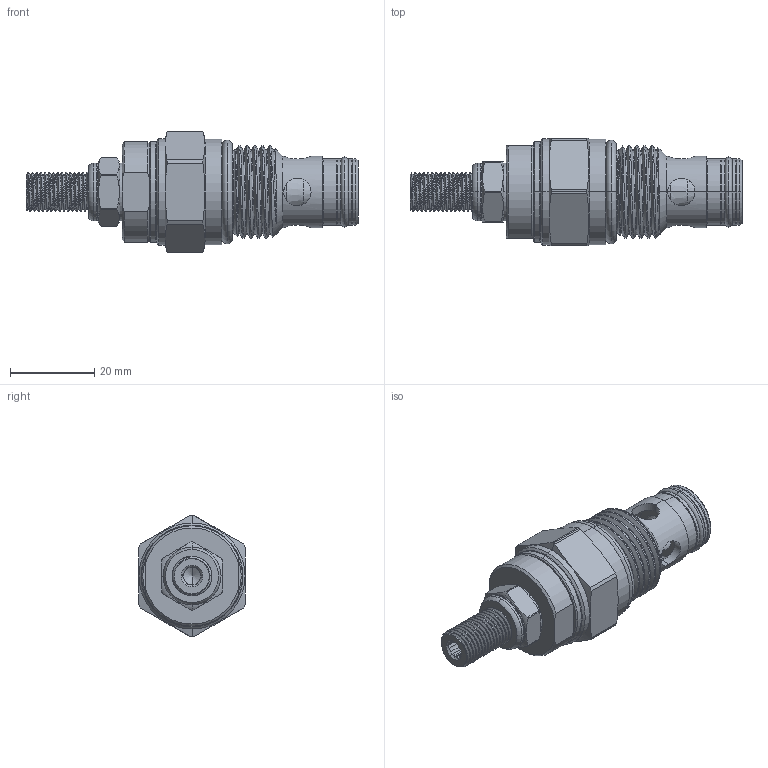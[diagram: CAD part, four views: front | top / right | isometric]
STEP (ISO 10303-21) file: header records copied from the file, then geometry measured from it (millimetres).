
FILE_DESCRIPTION (( 'STEP AP203' ), '1' );
FILE_NAME ('NV10W20-L.STEP', '2016-07-05T06:25:33', ( '' ), ( '' ), 'SwSTEP 2.0', 'SolidWorks 2012', '' );
FILE_SCHEMA (( 'CONFIG_CONTROL_DESIGN' ));
Length unit declared in the file: millimetre
Products named in the file (1): NV10W20-L
Bounding box: 78.84 x 25.4 x 28.8 mm (x, y, z)
Volume: 21096.7 mm3; surface area: 8469.5 mm2
Topology: 5 solids, 5 shells, 225 faces, 560 edges, 346 vertices
Faces by surface type: cylinder 104, plane 48, torus 34, cone 33, bspline 6
Entity records: 12882 total; most frequent: CARTESIAN_POINT 7703, ORIENTED_EDGE 1116, DIRECTION 1048, EDGE_CURVE 558, AXIS2_PLACEMENT_3D 433, VERTEX_POINT 346, EDGE_LOOP 244, ADVANCED_FACE 225
